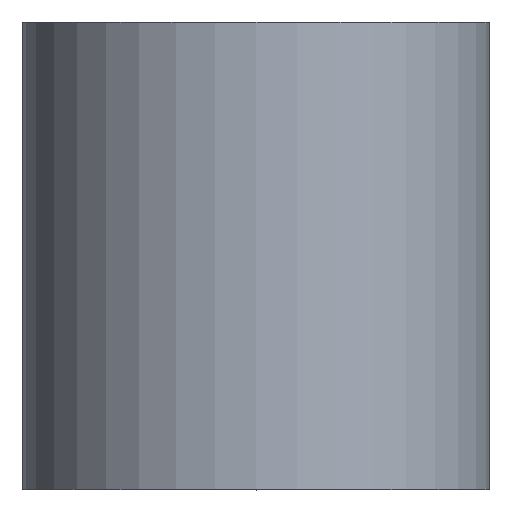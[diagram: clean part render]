
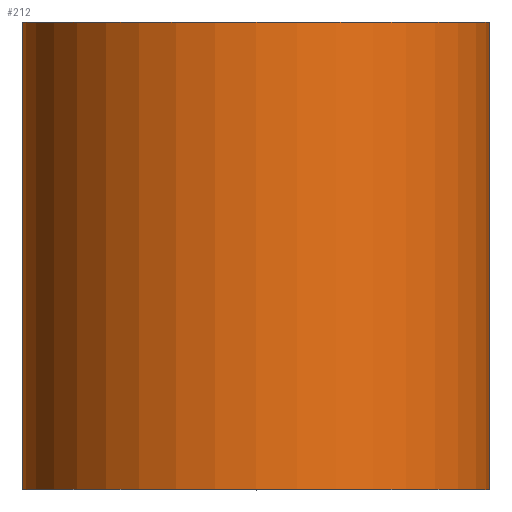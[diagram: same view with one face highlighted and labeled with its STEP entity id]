
A CAD part, top view. The second image highlights one B-rep face of the part: STEP entity #212.
In plain terms, the highlighted cylindrical face has radius 10 mm (diameter 20 mm), a partial arc.
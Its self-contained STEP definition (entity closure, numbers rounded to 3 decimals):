
#97=CARTESIAN_POINT('Axis2P3D Location',(0.,20.,0.)) ;
#101=CARTESIAN_POINT('Vertex',(-10.,20.,0.)) ;
#103=CARTESIAN_POINT('Vertex',(10.,20.,0.)) ;
#172=CARTESIAN_POINT('Vertex',(10.,0.,0.)) ;
#174=CARTESIAN_POINT('Vertex',(-10.,0.,0.)) ;
#177=CARTESIAN_POINT('Axis2P3D Location',(0.,0.,0.)) ;
#191=CARTESIAN_POINT('Axis2P3D Location',(0.,0.,0.)) ;
#196=CARTESIAN_POINT('Line Origine',(10.,0.,0.)) ;
#201=CARTESIAN_POINT('Line Origine',(-10.,0.,0.)) ;
#98=DIRECTION('Axis2P3D Direction',(-0.,1.,0.)) ;
#178=DIRECTION('Axis2P3D Direction',(-0.,1.,0.)) ;
#192=DIRECTION('Axis2P3D Direction',(-0.,1.,0.)) ;
#193=DIRECTION('Axis2P3D XDirection',(-1.,0.,0.)) ;
#197=DIRECTION('Vector Direction',(0.,1.,0.)) ;
#202=DIRECTION('Vector Direction',(0.,1.,0.)) ;
#99=AXIS2_PLACEMENT_3D('Circle Axis2P3D',#97,#98,$) ;
#179=AXIS2_PLACEMENT_3D('Circle Axis2P3D',#177,#178,$) ;
#194=AXIS2_PLACEMENT_3D('Cylinder Axis2P3D',#191,#192,#193) ;
#207=ORIENTED_EDGE('',*,*,#200,.F.) ;
#208=ORIENTED_EDGE('',*,*,#105,.F.) ;
#209=ORIENTED_EDGE('',*,*,#205,.T.) ;
#210=ORIENTED_EDGE('',*,*,#181,.T.) ;
#198=VECTOR('Line Direction',#197,1.) ;
#203=VECTOR('Line Direction',#202,1.) ;
#212=ADVANCED_FACE('Body1',(#211),#195,.T.) ;
#100=CIRCLE('generated circle',#99,10.) ;
#180=CIRCLE('generated circle',#179,10.) ;
#195=CYLINDRICAL_SURFACE('generated cylinder',#194,10.) ;
#105=EDGE_CURVE('',#102,#104,#100,.T.) ;
#181=EDGE_CURVE('',#175,#173,#180,.T.) ;
#200=EDGE_CURVE('',#104,#173,#199,.F.) ;
#205=EDGE_CURVE('',#102,#175,#204,.F.) ;
#206=EDGE_LOOP('',(#207,#208,#209,#210)) ;
#211=FACE_OUTER_BOUND('',#206,.T.) ;
#199=LINE('Line',#196,#198) ;
#204=LINE('Line',#201,#203) ;
#102=VERTEX_POINT('',#101) ;
#104=VERTEX_POINT('',#103) ;
#173=VERTEX_POINT('',#172) ;
#175=VERTEX_POINT('',#174) ;
